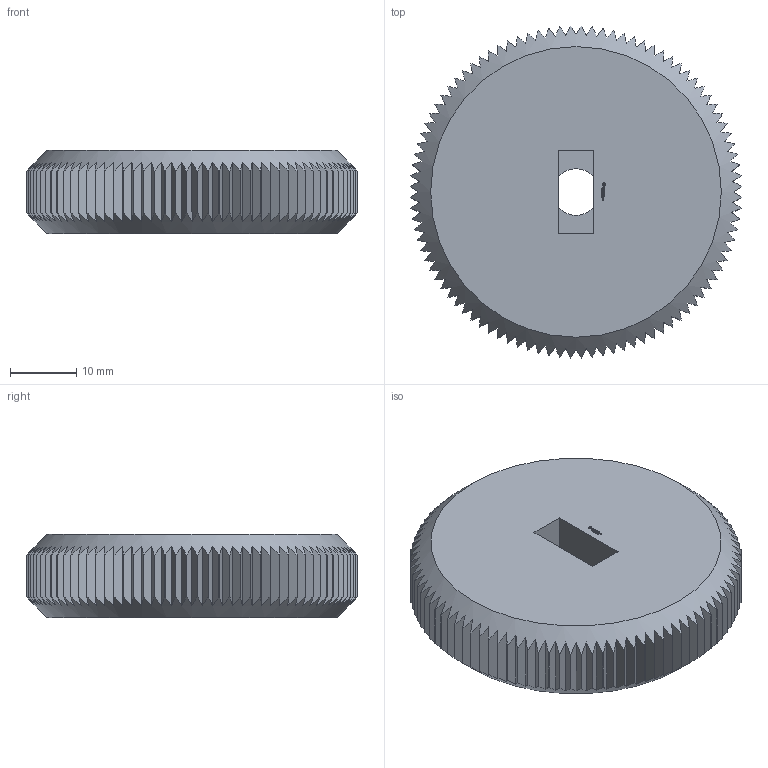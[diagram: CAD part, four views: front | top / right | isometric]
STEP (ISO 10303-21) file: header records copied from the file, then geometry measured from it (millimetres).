
FILE_DESCRIPTION(('FreeCAD Model'),'2;1');
FILE_NAME('Open CASCADE Shape Model','2024-01-03T18:25:14',(''),(''), 'Open CASCADE STEP processor 7.6','FreeCAD','Unknown');
FILE_SCHEMA(('AUTOMOTIVE_DESIGN { 1 0 10303 214 1 1 1 1 }'));
Products named in the file (1): Knob KNR BVD SCR ISR BU01.00x04.00 - SPN-KNB-0011 (stemfie.org)
Bounding box: 49.98 x 49.98 x 12.5 mm (x, y, z)
Volume: 21588.2 mm3; surface area: 6688 mm2
Topology: 1 solids, 1 shells, 756 faces, 2160 edges, 1438 vertices
Faces by surface type: plane 522, extrusion 132, cylinder 98, cone 4
Entity records: 54244 total; most frequent: CARTESIAN_POINT 11947, DIRECTION 7532, VECTOR 4714, LINE 4582, ORIENTED_EDGE 4320, PCURVE 4320, DEFINITIONAL_REPRESENTATION 4320, EDGE_CURVE 2160
